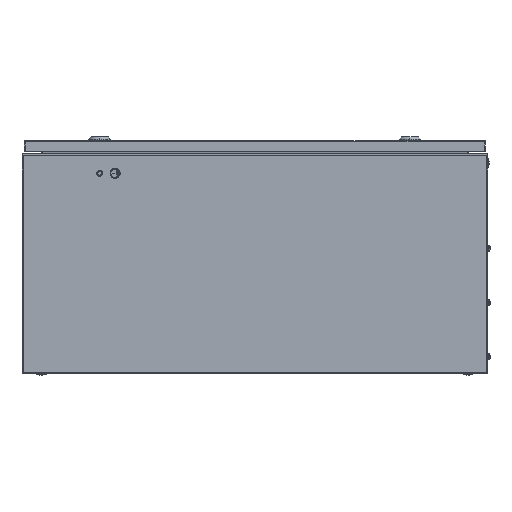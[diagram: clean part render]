
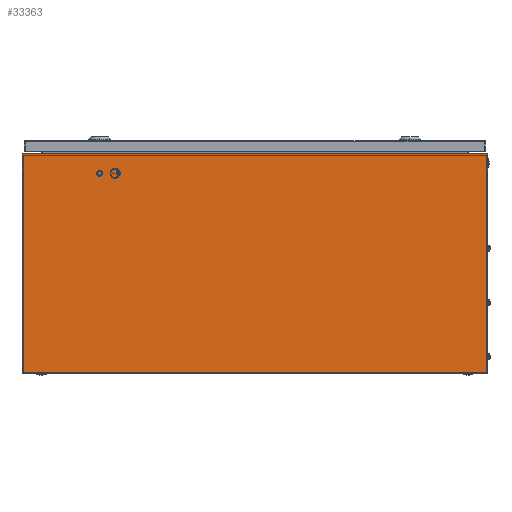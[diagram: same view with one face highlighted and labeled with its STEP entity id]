
A CAD part, left-side view. The second image highlights one B-rep face of the part: STEP entity #33363.
In plain terms, the highlighted planar face has unit normal (-1, 0, 0).
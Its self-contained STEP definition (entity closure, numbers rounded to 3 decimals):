
#698 = CARTESIAN_POINT ( 'NONE',  ( 0., 600., 283. ) ) ;
#2490 = VERTEX_POINT ( 'NONE', #48328 ) ;
#6473 = ORIENTED_EDGE ( 'NONE', *, *, #44232, .T. ) ;
#6691 = LINE ( 'NONE', #7027, #35122 ) ;
#7027 = CARTESIAN_POINT ( 'NONE',  ( 0., 0., 283. ) ) ;
#9206 = DIRECTION ( 'NONE',  ( 1., 0., 0. ) ) ;
#10130 = VECTOR ( 'NONE', #33058, 1000. ) ;
#10168 = EDGE_CURVE ( 'NONE', #68546, #18678, #6691, .T. ) ;
#10338 = VERTEX_POINT ( 'NONE', #34730 ) ;
#11625 = CARTESIAN_POINT ( 'NONE',  ( 0., 0., 283. ) ) ;
#12438 = LINE ( 'NONE', #66247, #63497 ) ;
#14083 = PLANE ( 'NONE',  #27511 ) ;
#16567 = CARTESIAN_POINT ( 'NONE',  ( 0., 0., 283. ) ) ;
#18678 = VERTEX_POINT ( 'NONE', #16567 ) ;
#19602 = EDGE_CURVE ( 'NONE', #2490, #10338, #27117, .T. ) ;
#20224 = ORIENTED_EDGE ( 'NONE', *, *, #30682, .F. ) ;
#23474 = DIRECTION ( 'NONE',  ( 0., -1., 0. ) ) ;
#27117 = LINE ( 'NONE', #33791, #68275 ) ;
#27511 = AXIS2_PLACEMENT_3D ( 'NONE', #66515, #9206, #35535 ) ;
#30682 = EDGE_CURVE ( 'NONE', #18678, #10338, #59815, .T. ) ;
#33058 = DIRECTION ( 'NONE',  ( 0., 0., -1. ) ) ;
#33363 = ADVANCED_FACE ( 'NONE', ( #62281 ), #14083, .F. ) ;
#33791 = CARTESIAN_POINT ( 'NONE',  ( 0., 0., 0. ) ) ;
#33870 = DIRECTION ( 'NONE',  ( 0., 0., -1. ) ) ;
#34730 = CARTESIAN_POINT ( 'NONE',  ( 0., 0., 0. ) ) ;
#35122 = VECTOR ( 'NONE', #23474, 1000. ) ;
#35535 = DIRECTION ( 'NONE',  ( 0., 0., -1. ) ) ;
#41136 = ORIENTED_EDGE ( 'NONE', *, *, #10168, .F. ) ;
#44232 = EDGE_CURVE ( 'NONE', #68546, #2490, #12438, .T. ) ;
#48328 = CARTESIAN_POINT ( 'NONE',  ( 0., 600., 0. ) ) ;
#48359 = EDGE_LOOP ( 'NONE', ( #50464, #20224, #41136, #6473 ) ) ;
#50464 = ORIENTED_EDGE ( 'NONE', *, *, #19602, .T. ) ;
#59495 = DIRECTION ( 'NONE',  ( 0., -1., 0. ) ) ;
#59815 = LINE ( 'NONE', #11625, #10130 ) ;
#62281 = FACE_OUTER_BOUND ( 'NONE', #48359, .T. ) ;
#63497 = VECTOR ( 'NONE', #33870, 1000. ) ;
#66247 = CARTESIAN_POINT ( 'NONE',  ( 0., 600., 283. ) ) ;
#66515 = CARTESIAN_POINT ( 'NONE',  ( 0., 0., 283. ) ) ;
#68275 = VECTOR ( 'NONE', #59495, 1000. ) ;
#68546 = VERTEX_POINT ( 'NONE', #698 ) ;
